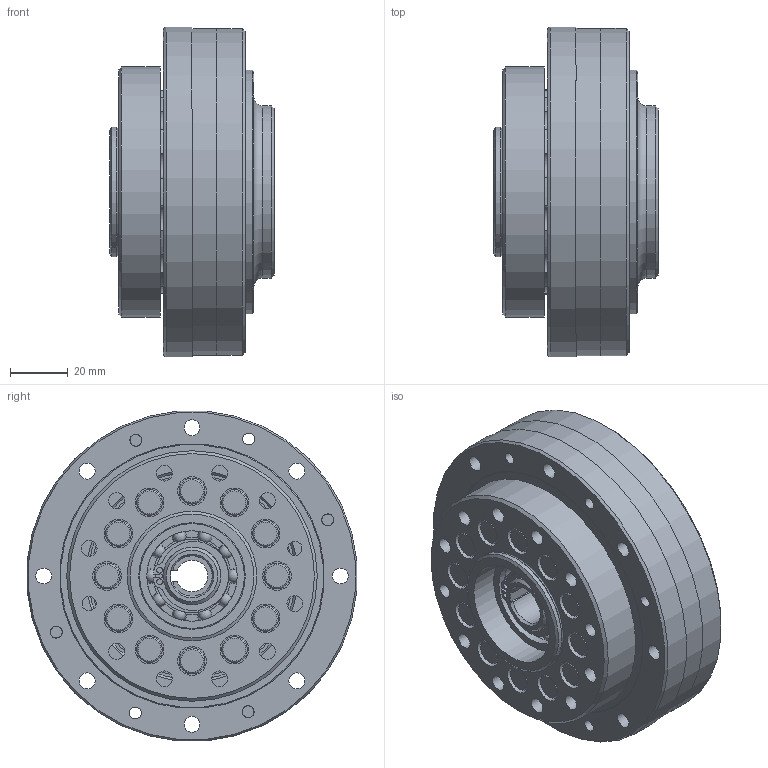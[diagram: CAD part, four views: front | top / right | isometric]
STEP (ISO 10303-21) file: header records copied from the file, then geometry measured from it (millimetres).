
FILE_DESCRIPTION(/* description */ (''),/* implementation_level */ '2;1');
FILE_NAME(/* name */ 'FC-A15_STD.stp',/* time_stamp */ '2017-12-06T09:51:18+09:00',/* author */ ('Ikk_Taniyama'),/* organization */ (''),/* preprocessor_version */ 'ST-DEVELOPER v15.6',/* originating_system */ 'Autodesk Inventor 2015',/* authorisation */ '');
FILE_SCHEMA (('AUTOMOTIVE_DESIGN { 1 0 10303 214 3 1 1 }'));
Length unit declared in the file: millimetre
Products named in the file (1): FC-A15_STD
Bounding box: 57 x 114.56 x 114.56 mm (x, y, z)
Volume: 298606.3 mm3; surface area: 91955.1 mm2
Topology: 22 solids, 40 shells, 525 faces, 1190 edges, 755 vertices
Faces by surface type: cylinder 207, plane 168, cone 82, torus 48, sphere 20
Full cylindrical faces by diameter (mm): 2 x4, 2.5 x2, 4.134 x6, 4.917 x2, 5 x4, 5.5 x32, 7.5 x12, 7.532 x24, 8.5 x4, 9 x12, 9.5 x16, 10 x12, 19 x2, 20 x6, 22 x1, 25.44 x3, 25.542 x2, 27 x1, 31.458 x2, 31.56 x2, 33.071 x2, 35 x1, 37 x5, 39 x1, 42 x1, 45 x1, 48 x1, 60 x1, 70 x1, 72 x1
Entity records: 13264 total; most frequent: DIRECTION 2427, CARTESIAN_POINT 2033, ORIENTED_EDGE 1610, AXIS2_PLACEMENT_3D 1145, EDGE_LOOP 963, EDGE_CURVE 785, VERTEX_POINT 664, CIRCLE 619
